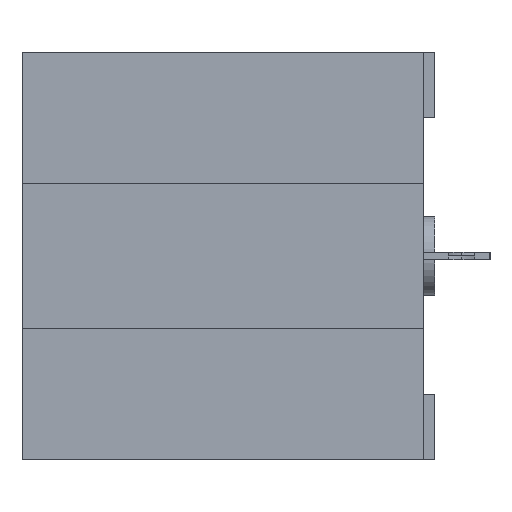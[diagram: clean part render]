
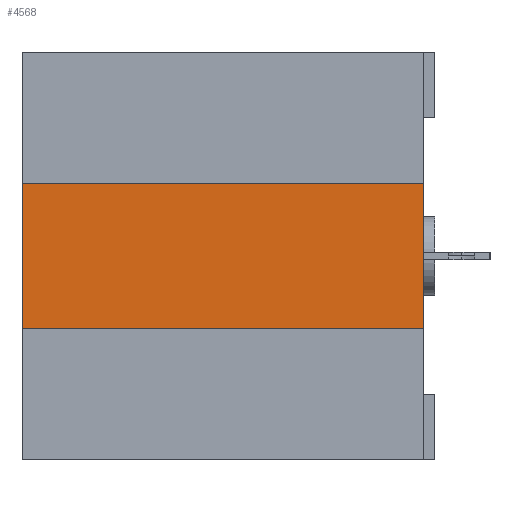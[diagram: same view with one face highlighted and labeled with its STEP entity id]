
A CAD part, left-side view. The second image highlights one B-rep face of the part: STEP entity #4568.
In plain terms, the highlighted planar face has unit normal (-1, 0, 0).
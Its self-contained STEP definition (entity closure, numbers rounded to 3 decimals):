
#100 = CARTESIAN_POINT ( 'NONE',  ( -30.035, 28.45, 0. ) ) ;
#190 = EDGE_CURVE ( 'NONE', #506, #396, #4985, .T. ) ;
#396 = VERTEX_POINT ( 'NONE', #5416 ) ;
#506 = VERTEX_POINT ( 'NONE', #1671 ) ;
#658 = PLANE ( 'NONE',  #4693 ) ;
#682 = LINE ( 'NONE', #7642, #4681 ) ;
#703 = VECTOR ( 'NONE', #5475, 1000. ) ;
#1320 = ORIENTED_EDGE ( 'NONE', *, *, #3064, .T. ) ;
#1671 = CARTESIAN_POINT ( 'NONE',  ( -30.035, 28.45, 5. ) ) ;
#1883 = CARTESIAN_POINT ( 'NONE',  ( -30.035, 28.45, -5. ) ) ;
#3064 = EDGE_CURVE ( 'NONE', #4340, #396, #682, .T. ) ;
#3224 = DIRECTION ( 'NONE',  ( 0., 0., 1. ) ) ;
#3569 = CARTESIAN_POINT ( 'NONE',  ( -30.035, 28.45, 5. ) ) ;
#3661 = CARTESIAN_POINT ( 'NONE',  ( -30.035, 0.76, -5. ) ) ;
#3751 = VECTOR ( 'NONE', #3224, 1000. ) ;
#3909 = EDGE_LOOP ( 'NONE', ( #1320, #5997, #7580, #6603 ) ) ;
#3947 = DIRECTION ( 'NONE',  ( 1., 0., 0. ) ) ;
#4340 = VERTEX_POINT ( 'NONE', #3661 ) ;
#4346 = EDGE_CURVE ( 'NONE', #5934, #4340, #7900, .T. ) ;
#4561 = EDGE_CURVE ( 'NONE', #5934, #506, #6821, .T. ) ;
#4566 = DIRECTION ( 'NONE',  ( 0., 0., 1. ) ) ;
#4568 = ADVANCED_FACE ( 'NONE', ( #5636 ), #658, .F. ) ;
#4681 = VECTOR ( 'NONE', #4566, 1000. ) ;
#4693 = AXIS2_PLACEMENT_3D ( 'NONE', #5852, #3947, #6488 ) ;
#4863 = VECTOR ( 'NONE', #6735, 1000. ) ;
#4985 = LINE ( 'NONE', #3569, #703 ) ;
#5416 = CARTESIAN_POINT ( 'NONE',  ( -30.035, 0.76, 5. ) ) ;
#5475 = DIRECTION ( 'NONE',  ( 0., -1., 0. ) ) ;
#5636 = FACE_OUTER_BOUND ( 'NONE', #3909, .T. ) ;
#5852 = CARTESIAN_POINT ( 'NONE',  ( -30.035, 28.45, 0. ) ) ;
#5934 = VERTEX_POINT ( 'NONE', #1883 ) ;
#5997 = ORIENTED_EDGE ( 'NONE', *, *, #190, .F. ) ;
#6488 = DIRECTION ( 'NONE',  ( 0., 0., -1. ) ) ;
#6603 = ORIENTED_EDGE ( 'NONE', *, *, #4346, .T. ) ;
#6735 = DIRECTION ( 'NONE',  ( 0., -1., 0. ) ) ;
#6821 = LINE ( 'NONE', #100, #3751 ) ;
#7580 = ORIENTED_EDGE ( 'NONE', *, *, #4561, .F. ) ;
#7642 = CARTESIAN_POINT ( 'NONE',  ( -30.035, 0.76, 0. ) ) ;
#7900 = LINE ( 'NONE', #7966, #4863 ) ;
#7966 = CARTESIAN_POINT ( 'NONE',  ( -30.035, 28.45, -5. ) ) ;
